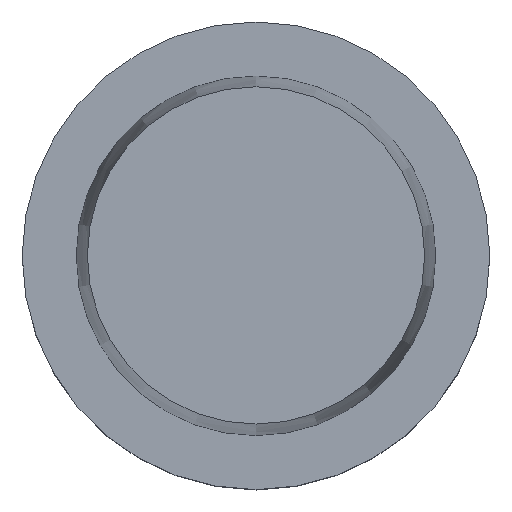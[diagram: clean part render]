
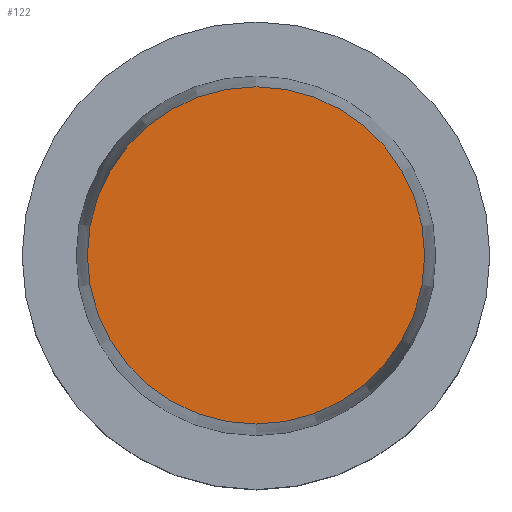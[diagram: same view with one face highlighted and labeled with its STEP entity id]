
A CAD part, top view. The second image highlights one B-rep face of the part: STEP entity #122.
In plain terms, the highlighted planar face has unit normal (0, 0, 1).
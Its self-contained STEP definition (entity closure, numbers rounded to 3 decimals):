
#122=ADVANCED_FACE('Unnamed[1]',(#292),#293,.T.);
#194=EDGE_CURVE('Unnamed[1]',#405,#405,#406,.T.);
#292=FACE_OUTER_BOUND('',#516,.T.);
#293=PLANE('',#517);
#405=VERTEX_POINT('',#656);
#406=CIRCLE('',#657,22.715);
#516=EDGE_LOOP('',(#752));
#517=AXIS2_PLACEMENT_3D('',#753,#754,#755);
#656=CARTESIAN_POINT('',(0.,22.715,32.0));
#657=AXIS2_PLACEMENT_3D('',#879,#880,#881);
#752=ORIENTED_EDGE('',*,*,#194,.F.);
#753=CARTESIAN_POINT('',(0.,11.358,32.0));
#754=DIRECTION('',(0.,0.,1.0));
#755=DIRECTION('',(0.,-1.0,0.));
#879=CARTESIAN_POINT('',(0.,0.,32.0));
#880=DIRECTION('',(0.,0.,-1.0));
#881=DIRECTION('',(0.,1.0,0.));
